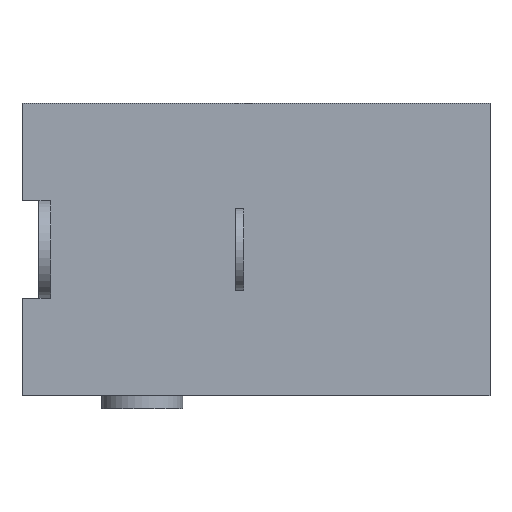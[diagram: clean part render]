
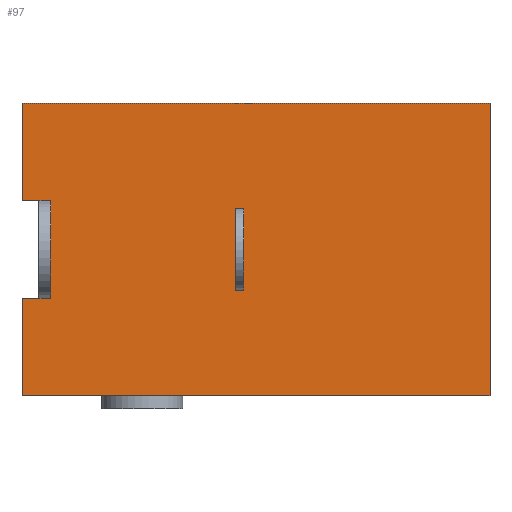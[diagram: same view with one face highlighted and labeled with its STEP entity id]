
A CAD part, front view. The second image highlights one B-rep face of the part: STEP entity #97.
In plain terms, the highlighted planar face has unit normal (0, -1, 0).
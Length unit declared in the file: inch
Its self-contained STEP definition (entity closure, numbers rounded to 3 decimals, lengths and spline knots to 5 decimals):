
#10 = CARTESIAN_POINT ( 'NONE',  ( -0.54646, -0.25591, 0.05906 ) ) ;
#20 = DIRECTION ( 'NONE',  ( -1., 0., 0. ) ) ;
#88 = LINE ( 'NONE', #517, #2322 ) ;
#93 = DIRECTION ( 'NONE',  ( 1., 0., 0. ) ) ;
#97 = ADVANCED_FACE ( 'NONE', ( #1826, #1604 ), #2269, .T. ) ;
#103 = ORIENTED_EDGE ( 'NONE', *, *, #903, .T. ) ;
#138 = VECTOR ( 'NONE', #1521, 39.37008 ) ;
#158 = CARTESIAN_POINT ( 'NONE',  ( -0.30807, -0.25591, 0.04921 ) ) ;
#180 = EDGE_LOOP ( 'NONE', ( #1899, #2472, #923, #833, #1134, #1514, #453, #103, #1374, #2364, #2130, #1956 ) ) ;
#186 = CARTESIAN_POINT ( 'NONE',  ( -0.56693, -0.25591, 0.05906 ) ) ;
#242 = VERTEX_POINT ( 'NONE', #783 ) ;
#306 = DIRECTION ( 'NONE',  ( 0., 0., -1. ) ) ;
#311 = CARTESIAN_POINT ( 'NONE',  ( -0.56693, -0.25591, -0.04921 ) ) ;
#327 = LINE ( 'NONE', #1943, #1200 ) ;
#364 = VERTEX_POINT ( 'NONE', #2173 ) ;
#381 = VERTEX_POINT ( 'NONE', #1041 ) ;
#384 = CARTESIAN_POINT ( 'NONE',  ( -0.56693, -0.25591, 0.05906 ) ) ;
#387 = EDGE_CURVE ( 'NONE', #364, #485, #1948, .T. ) ;
#396 = VECTOR ( 'NONE', #20, 39.37008 ) ;
#446 = VERTEX_POINT ( 'NONE', #792 ) ;
#453 = ORIENTED_EDGE ( 'NONE', *, *, #2583, .T. ) ;
#463 = EDGE_CURVE ( 'NONE', #446, #1578, #1983, .T. ) ;
#485 = VERTEX_POINT ( 'NONE', #1860 ) ;
#494 = EDGE_CURVE ( 'NONE', #2418, #1767, #1261, .T. ) ;
#506 = LINE ( 'NONE', #1693, #850 ) ;
#515 = EDGE_CURVE ( 'NONE', #2599, #242, #1075, .T. ) ;
#517 = CARTESIAN_POINT ( 'NONE',  ( -0.56693, -0.25591, 0.17717 ) ) ;
#562 = ORIENTED_EDGE ( 'NONE', *, *, #2669, .T. ) ;
#564 = EDGE_CURVE ( 'NONE', #1355, #364, #1088, .T. ) ;
#586 = VECTOR ( 'NONE', #2166, 39.37008 ) ;
#596 = CARTESIAN_POINT ( 'NONE',  ( -0.37205, -0.25591, -0.17717 ) ) ;
#599 = DIRECTION ( 'NONE',  ( 0., 0., -1. ) ) ;
#632 = VECTOR ( 'NONE', #697, 39.37008 ) ;
#661 = DIRECTION ( 'NONE',  ( 0., 0., -1. ) ) ;
#663 = AXIS2_PLACEMENT_3D ( 'NONE', #1034, #2674, #824 ) ;
#697 = DIRECTION ( 'NONE',  ( 0., 0., 1. ) ) ;
#729 = LINE ( 'NONE', #2551, #632 ) ;
#755 = DIRECTION ( 'NONE',  ( -1., 0., 0. ) ) ;
#767 = CARTESIAN_POINT ( 'NONE',  ( -0.56693, -0.25591, 0.17717 ) ) ;
#783 = CARTESIAN_POINT ( 'NONE',  ( -0.53228, -0.25591, -0.05906 ) ) ;
#785 = EDGE_CURVE ( 'NONE', #446, #1917, #2124, .T. ) ;
#792 = CARTESIAN_POINT ( 'NONE',  ( -0.56693, -0.25591, 0.17717 ) ) ;
#817 = EDGE_CURVE ( 'NONE', #242, #2418, #2177, .T. ) ;
#824 = DIRECTION ( 'NONE',  ( 0., 0., -1. ) ) ;
#832 = DIRECTION ( 'NONE',  ( 0., 0., -1. ) ) ;
#833 = ORIENTED_EDGE ( 'NONE', *, *, #817, .T. ) ;
#843 = VECTOR ( 'NONE', #755, 39.37008 ) ;
#844 = DIRECTION ( 'NONE',  ( -1., 0., 0. ) ) ;
#850 = VECTOR ( 'NONE', #2157, 39.37008 ) ;
#856 = ORIENTED_EDGE ( 'NONE', *, *, #564, .T. ) ;
#903 = EDGE_CURVE ( 'NONE', #1647, #1556, #327, .T. ) ;
#923 = ORIENTED_EDGE ( 'NONE', *, *, #515, .T. ) ;
#1034 = CARTESIAN_POINT ( 'NONE',  ( -0.56693, -0.25591, 0.17717 ) ) ;
#1041 = CARTESIAN_POINT ( 'NONE',  ( -0.56693, -0.25591, -0.17717 ) ) ;
#1047 = LINE ( 'NONE', #186, #2105 ) ;
#1075 = LINE ( 'NONE', #1299, #2650 ) ;
#1086 = DIRECTION ( 'NONE',  ( 1., 0., 0. ) ) ;
#1088 = LINE ( 'NONE', #1912, #2526 ) ;
#1099 = DIRECTION ( 'NONE',  ( 1., 0., 0. ) ) ;
#1105 = VERTEX_POINT ( 'NONE', #10 ) ;
#1134 = ORIENTED_EDGE ( 'NONE', *, *, #494, .T. ) ;
#1152 = CARTESIAN_POINT ( 'NONE',  ( -0.47047, -0.25591, -0.17717 ) ) ;
#1179 = CARTESIAN_POINT ( 'NONE',  ( -0.56693, -0.25591, -0.05906 ) ) ;
#1200 = VECTOR ( 'NONE', #93, 39.37008 ) ;
#1218 = CARTESIAN_POINT ( 'NONE',  ( 0., -0.25591, 0.17717 ) ) ;
#1240 = VECTOR ( 'NONE', #1808, 39.37008 ) ;
#1253 = EDGE_CURVE ( 'NONE', #1767, #381, #88, .T. ) ;
#1256 = CARTESIAN_POINT ( 'NONE',  ( -0.56693, -0.25591, -0.05906 ) ) ;
#1261 = LINE ( 'NONE', #2677, #396 ) ;
#1281 = EDGE_LOOP ( 'NONE', ( #2504, #562, #856, #1914 ) ) ;
#1299 = CARTESIAN_POINT ( 'NONE',  ( -0.53228, -0.25591, 0.17717 ) ) ;
#1347 = VERTEX_POINT ( 'NONE', #2238 ) ;
#1355 = VERTEX_POINT ( 'NONE', #158 ) ;
#1358 = VECTOR ( 'NONE', #832, 39.37008 ) ;
#1374 = ORIENTED_EDGE ( 'NONE', *, *, #2562, .T. ) ;
#1514 = ORIENTED_EDGE ( 'NONE', *, *, #1253, .T. ) ;
#1521 = DIRECTION ( 'NONE',  ( 1., 0., 0. ) ) ;
#1548 = CARTESIAN_POINT ( 'NONE',  ( 0., -0.25591, -0.17717 ) ) ;
#1556 = VERTEX_POINT ( 'NONE', #596 ) ;
#1571 = EDGE_CURVE ( 'NONE', #485, #1347, #2590, .T. ) ;
#1578 = VERTEX_POINT ( 'NONE', #384 ) ;
#1604 = FACE_BOUND ( 'NONE', #1281, .T. ) ;
#1647 = VERTEX_POINT ( 'NONE', #1152 ) ;
#1693 = CARTESIAN_POINT ( 'NONE',  ( -0.56693, -0.25591, -0.17717 ) ) ;
#1737 = CARTESIAN_POINT ( 'NONE',  ( -0.56693, -0.25591, -0.17717 ) ) ;
#1753 = EDGE_CURVE ( 'NONE', #1105, #1578, #2518, .T. ) ;
#1767 = VERTEX_POINT ( 'NONE', #1256 ) ;
#1808 = DIRECTION ( 'NONE',  ( 0., 0., -1. ) ) ;
#1824 = VERTEX_POINT ( 'NONE', #1548 ) ;
#1826 = FACE_OUTER_BOUND ( 'NONE', #180, .T. ) ;
#1860 = CARTESIAN_POINT ( 'NONE',  ( -0.29823, -0.25591, -0.04921 ) ) ;
#1899 = ORIENTED_EDGE ( 'NONE', *, *, #1753, .F. ) ;
#1901 = CARTESIAN_POINT ( 'NONE',  ( -0.39271, -0.25591, 0.05906 ) ) ;
#1912 = CARTESIAN_POINT ( 'NONE',  ( -0.56693, -0.25591, 0.04921 ) ) ;
#1914 = ORIENTED_EDGE ( 'NONE', *, *, #387, .T. ) ;
#1917 = VERTEX_POINT ( 'NONE', #1218 ) ;
#1943 = CARTESIAN_POINT ( 'NONE',  ( -0.56693, -0.25591, -0.17717 ) ) ;
#1948 = LINE ( 'NONE', #2374, #1358 ) ;
#1956 = ORIENTED_EDGE ( 'NONE', *, *, #463, .T. ) ;
#1983 = LINE ( 'NONE', #767, #1240 ) ;
#2052 = CARTESIAN_POINT ( 'NONE',  ( -0.54646, -0.25591, -0.05906 ) ) ;
#2105 = VECTOR ( 'NONE', #1086, 39.37008 ) ;
#2124 = LINE ( 'NONE', #2543, #138 ) ;
#2130 = ORIENTED_EDGE ( 'NONE', *, *, #785, .F. ) ;
#2135 = LINE ( 'NONE', #1737, #586 ) ;
#2157 = DIRECTION ( 'NONE',  ( 1., 0., 0. ) ) ;
#2166 = DIRECTION ( 'NONE',  ( 1., 0., 0. ) ) ;
#2173 = CARTESIAN_POINT ( 'NONE',  ( -0.29823, -0.25591, 0.04921 ) ) ;
#2177 = LINE ( 'NONE', #1179, #843 ) ;
#2237 = EDGE_CURVE ( 'NONE', #1105, #2599, #1047, .T. ) ;
#2238 = CARTESIAN_POINT ( 'NONE',  ( -0.30807, -0.25591, -0.04921 ) ) ;
#2269 = PLANE ( 'NONE',  #663 ) ;
#2311 = CARTESIAN_POINT ( 'NONE',  ( 0., -0.25591, 0.17717 ) ) ;
#2322 = VECTOR ( 'NONE', #306, 39.37008 ) ;
#2324 = VECTOR ( 'NONE', #599, 39.37008 ) ;
#2364 = ORIENTED_EDGE ( 'NONE', *, *, #2417, .F. ) ;
#2374 = CARTESIAN_POINT ( 'NONE',  ( -0.29823, -0.25591, 0.17717 ) ) ;
#2406 = DIRECTION ( 'NONE',  ( -1., 0., 0. ) ) ;
#2417 = EDGE_CURVE ( 'NONE', #1917, #1824, #2673, .T. ) ;
#2418 = VERTEX_POINT ( 'NONE', #2052 ) ;
#2472 = ORIENTED_EDGE ( 'NONE', *, *, #2237, .T. ) ;
#2504 = ORIENTED_EDGE ( 'NONE', *, *, #1571, .T. ) ;
#2518 = LINE ( 'NONE', #1901, #2575 ) ;
#2526 = VECTOR ( 'NONE', #1099, 39.37008 ) ;
#2543 = CARTESIAN_POINT ( 'NONE',  ( -0.56693, -0.25591, 0.17717 ) ) ;
#2551 = CARTESIAN_POINT ( 'NONE',  ( -0.30807, -0.25591, 0.17717 ) ) ;
#2562 = EDGE_CURVE ( 'NONE', #1556, #1824, #2135, .T. ) ;
#2575 = VECTOR ( 'NONE', #844, 39.37008 ) ;
#2576 = CARTESIAN_POINT ( 'NONE',  ( -0.53228, -0.25591, 0.05906 ) ) ;
#2583 = EDGE_CURVE ( 'NONE', #381, #1647, #506, .T. ) ;
#2590 = LINE ( 'NONE', #311, #2663 ) ;
#2599 = VERTEX_POINT ( 'NONE', #2576 ) ;
#2650 = VECTOR ( 'NONE', #661, 39.37008 ) ;
#2663 = VECTOR ( 'NONE', #2406, 39.37008 ) ;
#2669 = EDGE_CURVE ( 'NONE', #1347, #1355, #729, .T. ) ;
#2673 = LINE ( 'NONE', #2311, #2324 ) ;
#2674 = DIRECTION ( 'NONE',  ( 0., -1., 0. ) ) ;
#2677 = CARTESIAN_POINT ( 'NONE',  ( -0.39271, -0.25591, -0.05906 ) ) ;
